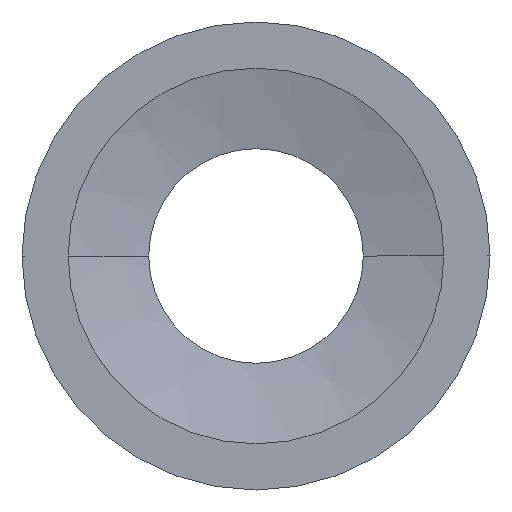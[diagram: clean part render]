
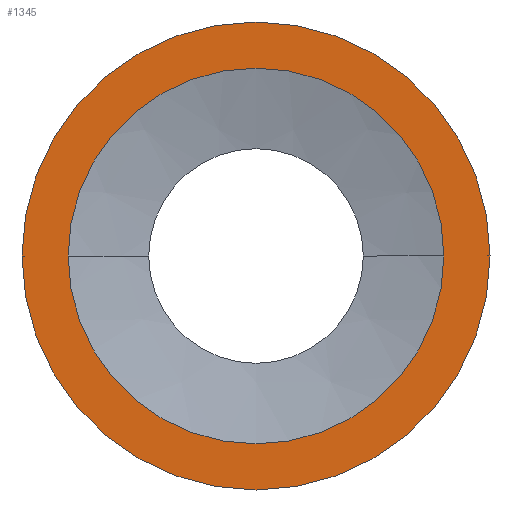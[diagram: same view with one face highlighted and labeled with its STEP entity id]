
A CAD part, front view. The second image highlights one B-rep face of the part: STEP entity #1345.
In plain terms, the highlighted planar face has unit normal (0, -1, 0).
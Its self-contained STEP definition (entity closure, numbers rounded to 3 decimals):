
#84 = CIRCLE ( 'NONE', #113, 14.174 ) ;
#100 = EDGE_CURVE ( 'NONE', #1275, #1318, #153, .T. ) ;
#113 = AXIS2_PLACEMENT_3D ( 'NONE', #352, #752, #1116 ) ;
#153 = CIRCLE ( 'NONE', #1076, 11.38 ) ;
#163 = CARTESIAN_POINT ( 'NONE',  ( 78.746, 230.575, -41. ) ) ;
#235 = ORIENTED_EDGE ( 'NONE', *, *, #100, .T. ) ;
#267 = CARTESIAN_POINT ( 'NONE',  ( 11.38, 230.575, 0. ) ) ;
#301 = AXIS2_PLACEMENT_3D ( 'NONE', #163, #745, #537 ) ;
#318 = ORIENTED_EDGE ( 'NONE', *, *, #640, .T. ) ;
#352 = CARTESIAN_POINT ( 'NONE',  ( 0., 230.575, 0. ) ) ;
#358 = VERTEX_POINT ( 'NONE', #797 ) ;
#384 = DIRECTION ( 'NONE',  ( -1., 0., 0. ) ) ;
#390 = CARTESIAN_POINT ( 'NONE',  ( 0., 230.575, 0. ) ) ;
#413 = DIRECTION ( 'NONE',  ( 0., -1., 0. ) ) ;
#423 = CIRCLE ( 'NONE', #928, 11.38 ) ;
#474 = ORIENTED_EDGE ( 'NONE', *, *, #1306, .T. ) ;
#481 = CARTESIAN_POINT ( 'NONE',  ( -11.38, 230.575, 0. ) ) ;
#526 = FACE_BOUND ( 'NONE', #1396, .T. ) ;
#537 = DIRECTION ( 'NONE',  ( -1., 0., 0. ) ) ;
#616 = CIRCLE ( 'NONE', #823, 14.174 ) ;
#631 = CARTESIAN_POINT ( 'NONE',  ( 14.174, 230.575, 0. ) ) ;
#640 = EDGE_CURVE ( 'NONE', #358, #1402, #616, .T. ) ;
#745 = DIRECTION ( 'NONE',  ( 0., 1., 0. ) ) ;
#752 = DIRECTION ( 'NONE',  ( 0., -1., 0. ) ) ;
#761 = PLANE ( 'NONE',  #301 ) ;
#797 = CARTESIAN_POINT ( 'NONE',  ( -14.174, 230.575, 0. ) ) ;
#823 = AXIS2_PLACEMENT_3D ( 'NONE', #1494, #413, #1397 ) ;
#845 = ORIENTED_EDGE ( 'NONE', *, *, #927, .T. ) ;
#864 = FACE_OUTER_BOUND ( 'NONE', #988, .T. ) ;
#927 = EDGE_CURVE ( 'NONE', #1318, #1275, #423, .T. ) ;
#928 = AXIS2_PLACEMENT_3D ( 'NONE', #1308, #1446, #942 ) ;
#942 = DIRECTION ( 'NONE',  ( -1., 0., 0. ) ) ;
#966 = DIRECTION ( 'NONE',  ( 0., 1., 0. ) ) ;
#988 = EDGE_LOOP ( 'NONE', ( #318, #474 ) ) ;
#1076 = AXIS2_PLACEMENT_3D ( 'NONE', #390, #966, #384 ) ;
#1116 = DIRECTION ( 'NONE',  ( -1., 0., 0. ) ) ;
#1275 = VERTEX_POINT ( 'NONE', #481 ) ;
#1306 = EDGE_CURVE ( 'NONE', #1402, #358, #84, .T. ) ;
#1308 = CARTESIAN_POINT ( 'NONE',  ( 0., 230.575, 0. ) ) ;
#1318 = VERTEX_POINT ( 'NONE', #267 ) ;
#1345 = ADVANCED_FACE ( 'NONE', ( #864, #526 ), #761, .F. ) ;
#1396 = EDGE_LOOP ( 'NONE', ( #235, #845 ) ) ;
#1397 = DIRECTION ( 'NONE',  ( -1., 0., 0. ) ) ;
#1402 = VERTEX_POINT ( 'NONE', #631 ) ;
#1446 = DIRECTION ( 'NONE',  ( 0., 1., 0. ) ) ;
#1494 = CARTESIAN_POINT ( 'NONE',  ( 0., 230.575, 0. ) ) ;
